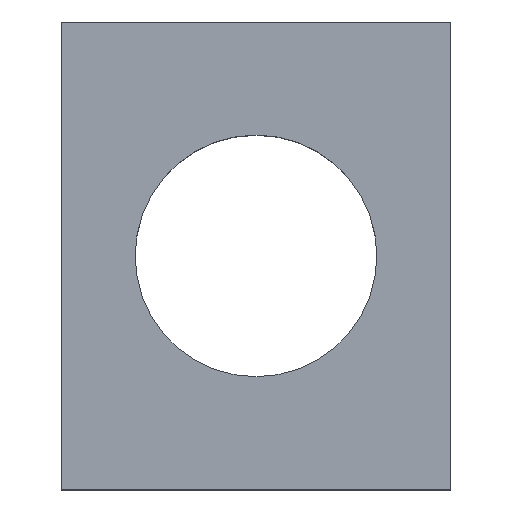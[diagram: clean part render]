
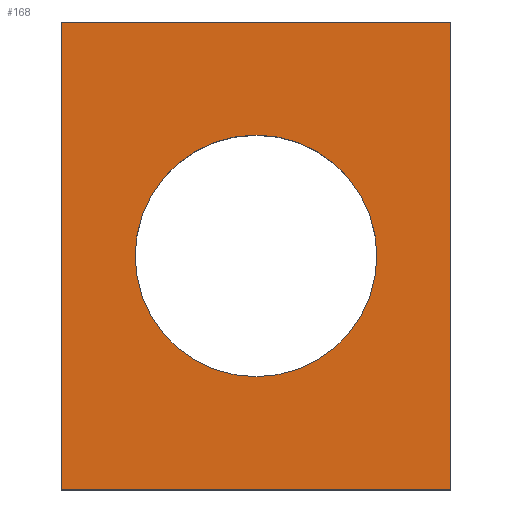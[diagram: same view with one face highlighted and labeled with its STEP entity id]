
A CAD part, top view. The second image highlights one B-rep face of the part: STEP entity #168.
In plain terms, the highlighted planar face has unit normal (0, 0, 1).
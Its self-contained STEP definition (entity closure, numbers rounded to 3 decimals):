
#2 = CIRCLE ( 'NONE', #246, 1.55 ) ;
#3 = VERTEX_POINT ( 'NONE', #13 ) ;
#7 = EDGE_CURVE ( 'NONE', #196, #249, #121, .T. ) ;
#8 = DIRECTION ( 'NONE',  ( 1., 0., 0. ) ) ;
#9 = DIRECTION ( 'NONE',  ( 0., 0., -1. ) ) ;
#10 = ORIENTED_EDGE ( 'NONE', *, *, #7, .T. ) ;
#13 = CARTESIAN_POINT ( 'NONE',  ( 4.05, 3., 2. ) ) ;
#31 = VECTOR ( 'NONE', #145, 1000. ) ;
#32 = EDGE_LOOP ( 'NONE', ( #10, #74, #161, #139 ) ) ;
#33 = CARTESIAN_POINT ( 'NONE',  ( 2.5, 3., 2. ) ) ;
#35 = CIRCLE ( 'NONE', #210, 1.55 ) ;
#41 = EDGE_CURVE ( 'NONE', #49, #146, #70, .T. ) ;
#49 = VERTEX_POINT ( 'NONE', #113 ) ;
#57 = CARTESIAN_POINT ( 'NONE',  ( 0., 0., 2. ) ) ;
#58 = DIRECTION ( 'NONE',  ( 1., 0., 0. ) ) ;
#60 = ORIENTED_EDGE ( 'NONE', *, *, #158, .F. ) ;
#65 = DIRECTION ( 'NONE',  ( 1., 0., 0. ) ) ;
#67 = VECTOR ( 'NONE', #77, 1000. ) ;
#70 = LINE ( 'NONE', #109, #75 ) ;
#74 = ORIENTED_EDGE ( 'NONE', *, *, #130, .F. ) ;
#75 = VECTOR ( 'NONE', #132, 1000. ) ;
#76 = VERTEX_POINT ( 'NONE', #240 ) ;
#77 = DIRECTION ( 'NONE',  ( 0., -1., 0. ) ) ;
#79 = CARTESIAN_POINT ( 'NONE',  ( 2.5, 3., 2. ) ) ;
#86 = CARTESIAN_POINT ( 'NONE',  ( 5., 0., 2. ) ) ;
#88 = CARTESIAN_POINT ( 'NONE',  ( 200., 0., 2. ) ) ;
#98 = LINE ( 'NONE', #212, #31 ) ;
#109 = CARTESIAN_POINT ( 'NONE',  ( 0., 6., 2. ) ) ;
#113 = CARTESIAN_POINT ( 'NONE',  ( 5., 6., 2. ) ) ;
#121 = LINE ( 'NONE', #88, #237 ) ;
#125 = FACE_BOUND ( 'NONE', #162, .T. ) ;
#130 = EDGE_CURVE ( 'NONE', #49, #249, #98, .T. ) ;
#132 = DIRECTION ( 'NONE',  ( -1., 0., 0. ) ) ;
#139 = ORIENTED_EDGE ( 'NONE', *, *, #175, .T. ) ;
#143 = DIRECTION ( 'NONE',  ( -1., 0., 0. ) ) ;
#145 = DIRECTION ( 'NONE',  ( 0., -1., 0. ) ) ;
#146 = VERTEX_POINT ( 'NONE', #280 ) ;
#157 = ORIENTED_EDGE ( 'NONE', *, *, #178, .F. ) ;
#158 = EDGE_CURVE ( 'NONE', #76, #3, #35, .T. ) ;
#161 = ORIENTED_EDGE ( 'NONE', *, *, #41, .T. ) ;
#162 = EDGE_LOOP ( 'NONE', ( #60, #157 ) ) ;
#163 = DIRECTION ( 'NONE',  ( 0., 0., 1. ) ) ;
#168 = ADVANCED_FACE ( 'NONE', ( #243, #125 ), #254, .F. ) ;
#175 = EDGE_CURVE ( 'NONE', #146, #196, #233, .T. ) ;
#178 = EDGE_CURVE ( 'NONE', #3, #76, #2, .T. ) ;
#191 = CARTESIAN_POINT ( 'NONE',  ( 0., 0., 2. ) ) ;
#196 = VERTEX_POINT ( 'NONE', #57 ) ;
#208 = DIRECTION ( 'NONE',  ( 0., 0., 1. ) ) ;
#210 = AXIS2_PLACEMENT_3D ( 'NONE', #79, #208, #58 ) ;
#212 = CARTESIAN_POINT ( 'NONE',  ( 5., 6., 2. ) ) ;
#231 = CARTESIAN_POINT ( 'NONE',  ( 0., 0., 2. ) ) ;
#233 = LINE ( 'NONE', #231, #67 ) ;
#237 = VECTOR ( 'NONE', #65, 1000. ) ;
#240 = CARTESIAN_POINT ( 'NONE',  ( 0.95, 3., 2. ) ) ;
#243 = FACE_OUTER_BOUND ( 'NONE', #32, .T. ) ;
#246 = AXIS2_PLACEMENT_3D ( 'NONE', #33, #163, #8 ) ;
#249 = VERTEX_POINT ( 'NONE', #86 ) ;
#254 = PLANE ( 'NONE',  #256 ) ;
#256 = AXIS2_PLACEMENT_3D ( 'NONE', #191, #9, #143 ) ;
#280 = CARTESIAN_POINT ( 'NONE',  ( 0., 6., 2. ) ) ;
